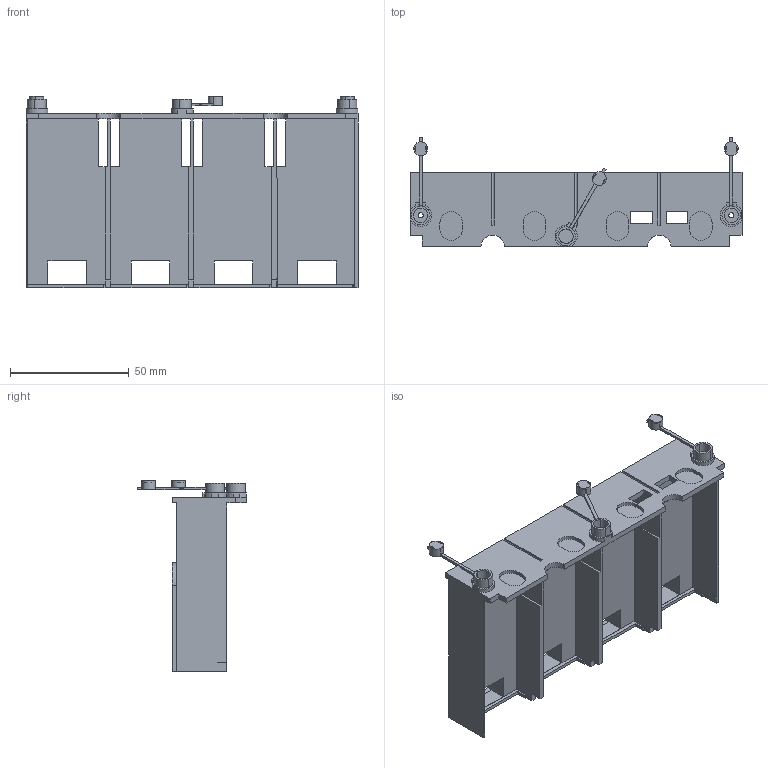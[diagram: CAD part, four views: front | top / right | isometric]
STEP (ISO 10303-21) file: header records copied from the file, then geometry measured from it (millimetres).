
FILE_DESCRIPTION((''),'2;1');
FILE_NAME('SB100023_3D-SOFTWARE_COLOUR','2012-03-29T',('SESA217180'),('Schneider-Electric'),'PRO/ENGINEER BY PARAMETRIC TECHNOLOGY CORPORATION, 2009400','PRO/ENGINEER BY PARAMETRIC TECHNOLOGY CORPORATION, 2009400','');
FILE_SCHEMA(('CONFIG_CONTROL_DESIGN'));
Length unit declared in the file: millimetre
Products named in the file (1): SB100023_3D-SOFTWARE_COLOUR
Bounding box: 139.7 x 45.85 x 80.65 mm (x, y, z)
Volume: 83737.3 mm3; surface area: 46648.6 mm2
Topology: 1 solids, 1 shells, 381 faces, 1207 edges, 828 vertices
Faces by surface type: plane 298, cylinder 83
Entity records: 13589 total; most frequent: CARTESIAN_POINT 2416, ORIENTED_EDGE 2414, DIRECTION 2267, EDGE_CURVE 1207, VECTOR 909, LINE 909, VERTEX_POINT 828, AXIS2_PLACEMENT_3D 679
